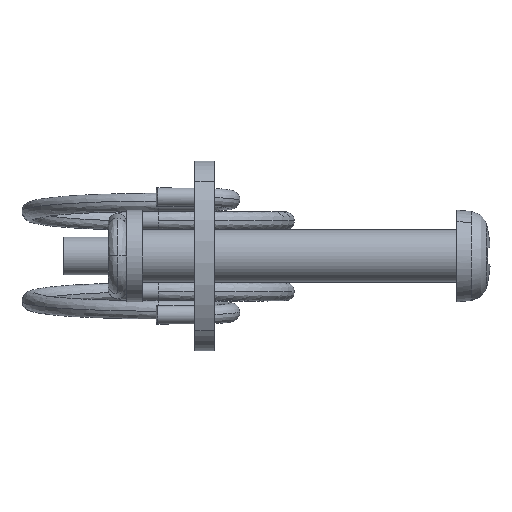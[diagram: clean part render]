
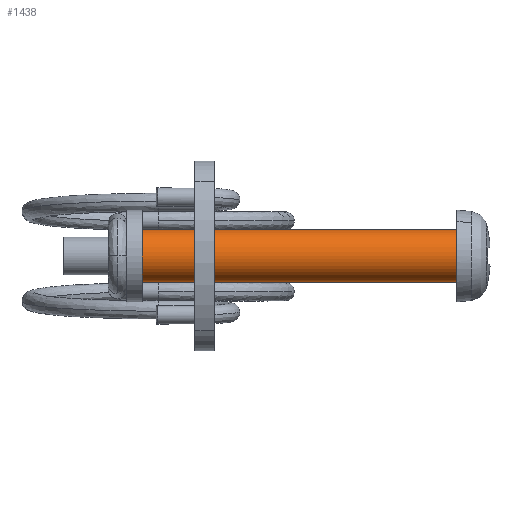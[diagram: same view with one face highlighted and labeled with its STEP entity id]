
A CAD part, top view. The second image highlights one B-rep face of the part: STEP entity #1438.
In plain terms, the highlighted free-form (B-spline) face has degree [2, 1] with [5, 2] control points.
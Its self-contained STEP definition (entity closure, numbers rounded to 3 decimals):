
#1252=CARTESIAN_POINT('',(-24.,-1.996,-0.122));
#1253=VERTEX_POINT('',#1252);
#1267=CARTESIAN_POINT('',(-24.,0.0,2.));
#1268=VERTEX_POINT('',#1267);
#1269=CARTESIAN_POINT('',(-24.,-1.996,-0.122));
#1270=CARTESIAN_POINT('',(-24.,-2.,-0.061));
#1271=CARTESIAN_POINT('',(-24.,-2.,0.));
#1272=CARTESIAN_POINT('',(-24.,-2.,2.));
#1273=CARTESIAN_POINT('',(-24.,0.0,2.));
#1281=(BOUNDED_CURVE()B_SPLINE_CURVE(2,(#1269,#1270,#1271,#1272,#1273),.UNSPECIFIED.,.F.,.U.)B_SPLINE_CURVE_WITH_KNOTS((3,2,3),(0.739,0.75,1.0),.UNSPECIFIED.)CURVE()GEOMETRIC_REPRESENTATION_ITEM()RATIONAL_B_SPLINE_CURVE((0.976,0.988,1.0,0.707,1.0))REPRESENTATION_ITEM(''));
#1282=EDGE_CURVE('',#1253,#1268,#1281,.T.);
#1284=CARTESIAN_POINT('',(-24.,1.996,0.122));
#1285=VERTEX_POINT('',#1284);
#1286=CARTESIAN_POINT('',(-24.,0.0,2.));
#1287=CARTESIAN_POINT('',(-24.,1.881,2.));
#1288=CARTESIAN_POINT('',(-24.,1.996,0.122));
#1296=(BOUNDED_CURVE()B_SPLINE_CURVE(2,(#1286,#1287,#1288),.UNSPECIFIED.,.F.,.U.)B_SPLINE_CURVE_WITH_KNOTS((3,3),(0.0,0.239),.UNSPECIFIED.)CURVE()GEOMETRIC_REPRESENTATION_ITEM()RATIONAL_B_SPLINE_CURVE((1.0,0.72,0.976))REPRESENTATION_ITEM(''));
#1297=EDGE_CURVE('',#1268,#1285,#1296,.T.);
#1336=CARTESIAN_POINT('',(0.,1.996,0.122));
#1337=VERTEX_POINT('',#1336);
#1338=CARTESIAN_POINT('',(0.,1.996,0.122));
#1339=CARTESIAN_POINT('',(-24.,1.996,0.122));
#1340=QUASI_UNIFORM_CURVE('',1,(#1338,#1339),.UNSPECIFIED.,.F.,.U.);
#1341=EDGE_CURVE('',#1337,#1285,#1340,.T.);
#1360=CARTESIAN_POINT('',(0.,-1.996,-0.122));
#1361=VERTEX_POINT('',#1360);
#1375=CARTESIAN_POINT('',(0.,-1.996,-0.122));
#1376=CARTESIAN_POINT('',(-24.,-1.996,-0.122));
#1377=QUASI_UNIFORM_CURVE('',1,(#1375,#1376),.UNSPECIFIED.,.F.,.U.);
#1378=EDGE_CURVE('',#1361,#1253,#1377,.T.);
#1384=CARTESIAN_POINT('',(0.6,-1.996,-0.122));
#1385=CARTESIAN_POINT('',(0.6,-2.118,1.874));
#1386=CARTESIAN_POINT('',(0.6,-0.122,1.996));
#1387=CARTESIAN_POINT('',(0.6,1.874,2.118));
#1388=CARTESIAN_POINT('',(0.6,1.996,0.122));
#1389=CARTESIAN_POINT('',(-24.615,-1.996,-0.122));
#1390=CARTESIAN_POINT('',(-24.615,-2.118,1.874));
#1391=CARTESIAN_POINT('',(-24.615,-0.122,1.996));
#1392=CARTESIAN_POINT('',(-24.615,1.874,2.118));
#1393=CARTESIAN_POINT('',(-24.615,1.996,0.122));
#1401=(BOUNDED_SURFACE()B_SPLINE_SURFACE(2,1,((#1384,#1389),(#1385,#1390),(#1386,#1391),(#1387,#1392),(#1388,#1393)),.UNSPECIFIED.,.F.,.F.,.U.)B_SPLINE_SURFACE_WITH_KNOTS((3,2,3),(2,2),(0.0,3.314,6.627),(0.0,25.215),.UNSPECIFIED.)GEOMETRIC_REPRESENTATION_ITEM()RATIONAL_B_SPLINE_SURFACE(((1.0,1.0),(0.707,0.707),(1.0,1.0),(0.707,0.707),(1.0,1.0)))REPRESENTATION_ITEM('')SURFACE());
#1402=ORIENTED_EDGE('',*,*,#1297,.F.);
#1403=ORIENTED_EDGE('',*,*,#1282,.F.);
#1404=ORIENTED_EDGE('',*,*,#1378,.F.);
#1405=CARTESIAN_POINT('',(0.0,0.0,2.));
#1406=VERTEX_POINT('',#1405);
#1407=CARTESIAN_POINT('',(0.,-1.996,-0.122));
#1408=CARTESIAN_POINT('',(0.,-2.,-0.061));
#1409=CARTESIAN_POINT('',(0.,-2.,0.));
#1410=CARTESIAN_POINT('',(0.,-2.,2.));
#1411=CARTESIAN_POINT('',(0.0,0.0,2.));
#1419=(BOUNDED_CURVE()B_SPLINE_CURVE(2,(#1407,#1408,#1409,#1410,#1411),.UNSPECIFIED.,.F.,.U.)B_SPLINE_CURVE_WITH_KNOTS((3,2,3),(0.739,0.75,1.0),.UNSPECIFIED.)CURVE()GEOMETRIC_REPRESENTATION_ITEM()RATIONAL_B_SPLINE_CURVE((0.976,0.988,1.0,0.707,1.0))REPRESENTATION_ITEM(''));
#1420=EDGE_CURVE('',#1361,#1406,#1419,.T.);
#1421=ORIENTED_EDGE('',*,*,#1420,.T.);
#1422=CARTESIAN_POINT('',(0.0,0.0,2.));
#1423=CARTESIAN_POINT('',(0.,1.881,2.));
#1424=CARTESIAN_POINT('',(0.,1.996,0.122));
#1432=(BOUNDED_CURVE()B_SPLINE_CURVE(2,(#1422,#1423,#1424),.UNSPECIFIED.,.F.,.U.)B_SPLINE_CURVE_WITH_KNOTS((3,3),(0.0,0.239),.UNSPECIFIED.)CURVE()GEOMETRIC_REPRESENTATION_ITEM()RATIONAL_B_SPLINE_CURVE((1.0,0.72,0.976))REPRESENTATION_ITEM(''));
#1433=EDGE_CURVE('',#1406,#1337,#1432,.T.);
#1434=ORIENTED_EDGE('',*,*,#1433,.T.);
#1435=ORIENTED_EDGE('',*,*,#1341,.T.);
#1436=EDGE_LOOP('',(#1402,#1403,#1404,#1421,#1434,#1435));
#1437=FACE_OUTER_BOUND('',#1436,.T.);
#1438=ADVANCED_FACE('',(#1437),#1401,.T.);
